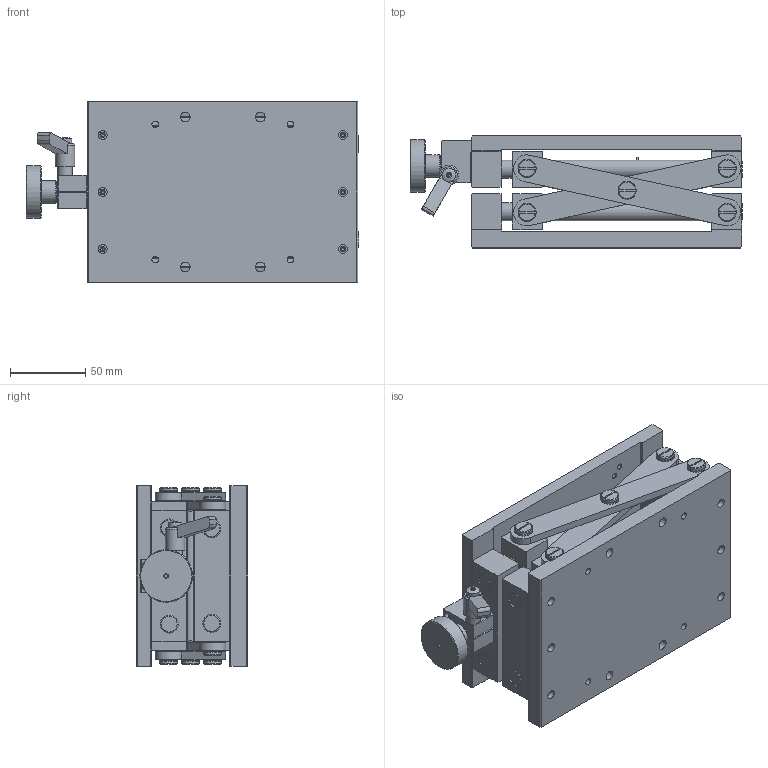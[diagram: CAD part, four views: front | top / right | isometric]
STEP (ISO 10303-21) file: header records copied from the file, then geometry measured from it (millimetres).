
FILE_DESCRIPTION (( 'STEP AP203' ), '1' );
FILE_NAME ('518352.STEP', '2022-05-16T08:39:27', ( '' ), ( '' ), 'SwSTEP 2.0', 'SolidWorks 2020', '' );
FILE_SCHEMA (( 'CONFIG_CONTROL_DESIGN' ));
Length unit declared in the file: millimetre
Products named in the file (1): 518352
Bounding box: 221 x 74.41 x 120 mm (x, y, z)
Volume: 850953.9 mm3; surface area: 211159.4 mm2
Topology: 6 solids, 6 shells, 681 faces, 1510 edges, 981 vertices
Faces by surface type: plane 318, cylinder 206, cone 154, torus 2, bspline 1
Full cylindrical faces by diameter (mm): 2.459 x30, 3.242 x20, 3.5 x16, 4 x12, 4.5 x4, 6 x17, 6.5 x4, 7.2 x1, 7.584 x1, 8 x20, 9 x1, 9.8 x1, 10 x1, 11 x4, 12 x53, 13 x2, 15 x1, 18 x2, 19 x3, 35 x1
Entity records: 16636 total; most frequent: DIRECTION 2976, CARTESIAN_POINT 2859, ORIENTED_EDGE 2156, AXIS2_PLACEMENT_3D 1266, EDGE_LOOP 1227, EDGE_CURVE 1078, VERTEX_POINT 879, FACE_OUTER_BOUND 877
